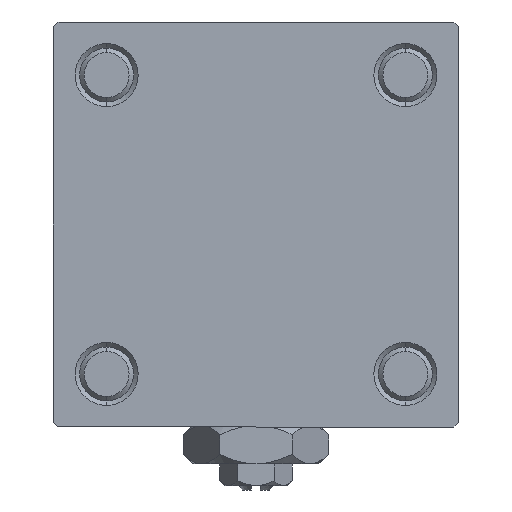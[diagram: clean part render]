
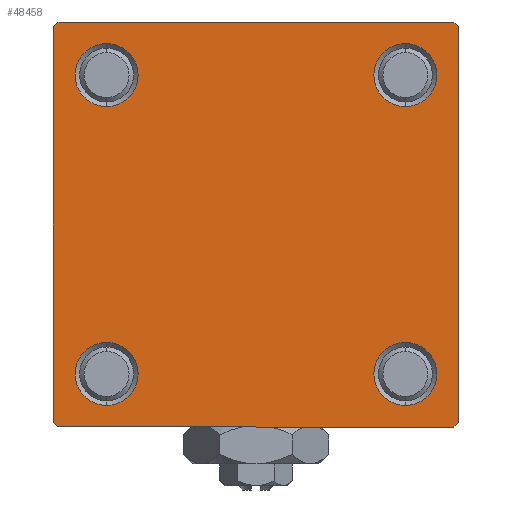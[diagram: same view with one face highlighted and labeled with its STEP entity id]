
A CAD part, left-side view. The second image highlights one B-rep face of the part: STEP entity #48458.
In plain terms, the highlighted planar face has unit normal (-1, 0, 0).
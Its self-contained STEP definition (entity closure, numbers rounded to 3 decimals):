
#687 = EDGE_CURVE ( 'NONE', #28661, #47767, #27514, .T. ) ;
#1107 = DIRECTION ( 'NONE',  ( 1., 0., 0. ) ) ;
#1300 = DIRECTION ( 'NONE',  ( 0., 0., 1. ) ) ;
#2277 = EDGE_CURVE ( 'NONE', #23611, #42269, #50920, .T. ) ;
#2379 = VECTOR ( 'NONE', #7478, 1000. ) ;
#2745 = AXIS2_PLACEMENT_3D ( 'NONE', #24220, #5255, #1300 ) ;
#3282 = VECTOR ( 'NONE', #50982, 1000. ) ;
#3298 = LINE ( 'NONE', #6461, #22112 ) ;
#3447 = CARTESIAN_POINT ( 'NONE',  ( 0., 16.6, 16.6 ) ) ;
#3491 = FACE_BOUND ( 'NONE', #27757, .T. ) ;
#3611 = ORIENTED_EDGE ( 'NONE', *, *, #10609, .T. ) ;
#4559 = CIRCLE ( 'NONE', #13775, 3.5 ) ;
#4708 = CARTESIAN_POINT ( 'NONE',  ( 0., 16.6, -20.1 ) ) ;
#4799 = DIRECTION ( 'NONE',  ( 0., 0., 1. ) ) ;
#4878 = DIRECTION ( 'NONE',  ( 0., 0., 1. ) ) ;
#5255 = DIRECTION ( 'NONE',  ( 1., 0., 0. ) ) ;
#5828 = PLANE ( 'NONE',  #11408 ) ;
#6270 = LINE ( 'NONE', #26769, #34615 ) ;
#6289 = ORIENTED_EDGE ( 'NONE', *, *, #29477, .T. ) ;
#6461 = CARTESIAN_POINT ( 'NONE',  ( 0., 22.25, 22.25 ) ) ;
#7478 = DIRECTION ( 'NONE',  ( 0., 0.707, 0.707 ) ) ;
#8306 = DIRECTION ( 'NONE',  ( 1., 0., 0. ) ) ;
#8973 = EDGE_LOOP ( 'NONE', ( #24402, #38695 ) ) ;
#9080 = CARTESIAN_POINT ( 'NONE',  ( 0., 16.6, -13.1 ) ) ;
#9338 = DIRECTION ( 'NONE',  ( 0., 0., 1. ) ) ;
#9368 = ORIENTED_EDGE ( 'NONE', *, *, #29176, .F. ) ;
#9423 = CIRCLE ( 'NONE', #39690, 3.5 ) ;
#9670 = AXIS2_PLACEMENT_3D ( 'NONE', #11610, #43469, #23724 ) ;
#9786 = CARTESIAN_POINT ( 'NONE',  ( 0., 22.5, -22. ) ) ;
#10609 = EDGE_CURVE ( 'NONE', #35114, #29175, #31854, .T. ) ;
#11408 = AXIS2_PLACEMENT_3D ( 'NONE', #49509, #45821, #4799 ) ;
#11610 = CARTESIAN_POINT ( 'NONE',  ( 0., 16.6, -16.6 ) ) ;
#11855 = CARTESIAN_POINT ( 'NONE',  ( 0., -22.25, -22.25 ) ) ;
#12567 = EDGE_LOOP ( 'NONE', ( #31894, #6289 ) ) ;
#13033 = DIRECTION ( 'NONE',  ( 1., 0., 0. ) ) ;
#13451 = VERTEX_POINT ( 'NONE', #9080 ) ;
#13775 = AXIS2_PLACEMENT_3D ( 'NONE', #35079, #15078, #19298 ) ;
#14382 = CARTESIAN_POINT ( 'NONE',  ( 0., -22.5, -22. ) ) ;
#14900 = LINE ( 'NONE', #46510, #3282 ) ;
#15078 = DIRECTION ( 'NONE',  ( 1., 0., 0. ) ) ;
#15987 = EDGE_LOOP ( 'NONE', ( #39373, #50554, #50376, #3611, #22380, #34689, #9368, #43738 ) ) ;
#16547 = ORIENTED_EDGE ( 'NONE', *, *, #19890, .T. ) ;
#17300 = VECTOR ( 'NONE', #33140, 1000. ) ;
#17410 = VERTEX_POINT ( 'NONE', #41163 ) ;
#17766 = VECTOR ( 'NONE', #27922, 1000. ) ;
#18870 = CARTESIAN_POINT ( 'NONE',  ( 0., 22.5, 22. ) ) ;
#19026 = VERTEX_POINT ( 'NONE', #27582 ) ;
#19298 = DIRECTION ( 'NONE',  ( 0., 0., 1. ) ) ;
#19493 = EDGE_CURVE ( 'NONE', #34937, #45127, #22146, .T. ) ;
#19890 = EDGE_CURVE ( 'NONE', #41177, #19026, #4559, .T. ) ;
#19897 = CARTESIAN_POINT ( 'NONE',  ( 0., -22.5, 22. ) ) ;
#20142 = AXIS2_PLACEMENT_3D ( 'NONE', #49105, #13033, #9338 ) ;
#20466 = CARTESIAN_POINT ( 'NONE',  ( 0., -16.6, 20.1 ) ) ;
#20575 = FACE_BOUND ( 'NONE', #51400, .T. ) ;
#20845 = VERTEX_POINT ( 'NONE', #18870 ) ;
#21035 = CARTESIAN_POINT ( 'NONE',  ( 0., -22.5, 22.5 ) ) ;
#21113 = CARTESIAN_POINT ( 'NONE',  ( 0., -16.6, 16.6 ) ) ;
#21677 = VERTEX_POINT ( 'NONE', #47894 ) ;
#22112 = VECTOR ( 'NONE', #46465, 1000. ) ;
#22146 = CIRCLE ( 'NONE', #26356, 3.5 ) ;
#22374 = CARTESIAN_POINT ( 'NONE',  ( 0., 16.6, 20.1 ) ) ;
#22380 = ORIENTED_EDGE ( 'NONE', *, *, #49469, .F. ) ;
#23611 = VERTEX_POINT ( 'NONE', #19897 ) ;
#23724 = DIRECTION ( 'NONE',  ( 0., 0., 1. ) ) ;
#24220 = CARTESIAN_POINT ( 'NONE',  ( 0., 16.6, 16.6 ) ) ;
#24402 = ORIENTED_EDGE ( 'NONE', *, *, #51284, .T. ) ;
#25632 = CARTESIAN_POINT ( 'NONE',  ( 0., -22., -22.5 ) ) ;
#25768 = CARTESIAN_POINT ( 'NONE',  ( 0., 22.5, 22.5 ) ) ;
#25971 = DIRECTION ( 'NONE',  ( 0., -1., 0. ) ) ;
#26356 = AXIS2_PLACEMENT_3D ( 'NONE', #45133, #8306, #4878 ) ;
#26430 = CARTESIAN_POINT ( 'NONE',  ( 0., -22.25, 22.25 ) ) ;
#26769 = CARTESIAN_POINT ( 'NONE',  ( 0., 22.25, -22.25 ) ) ;
#27337 = CIRCLE ( 'NONE', #9670, 3.5 ) ;
#27438 = FACE_BOUND ( 'NONE', #8973, .T. ) ;
#27514 = CIRCLE ( 'NONE', #40972, 3.5 ) ;
#27582 = CARTESIAN_POINT ( 'NONE',  ( 0., -16.6, 13.1 ) ) ;
#27757 = EDGE_LOOP ( 'NONE', ( #40168, #31299 ) ) ;
#27922 = DIRECTION ( 'NONE',  ( 0., -0.707, 0.707 ) ) ;
#28661 = VERTEX_POINT ( 'NONE', #34834 ) ;
#28993 = VERTEX_POINT ( 'NONE', #4708 ) ;
#29175 = VERTEX_POINT ( 'NONE', #14382 ) ;
#29176 = EDGE_CURVE ( 'NONE', #17410, #42269, #14900, .T. ) ;
#29477 = EDGE_CURVE ( 'NONE', #45127, #34937, #33578, .T. ) ;
#30883 = CARTESIAN_POINT ( 'NONE',  ( 0., 22.5, -22.5 ) ) ;
#31299 = ORIENTED_EDGE ( 'NONE', *, *, #687, .T. ) ;
#31854 = LINE ( 'NONE', #11855, #17766 ) ;
#31894 = ORIENTED_EDGE ( 'NONE', *, *, #19493, .T. ) ;
#32039 = VECTOR ( 'NONE', #25971, 1000. ) ;
#32420 = CIRCLE ( 'NONE', #50080, 3.5 ) ;
#33140 = DIRECTION ( 'NONE',  ( 0., 0., -1. ) ) ;
#33444 = CARTESIAN_POINT ( 'NONE',  ( 0., 16.6, -16.6 ) ) ;
#33467 = DIRECTION ( 'NONE',  ( 0., 0., 1. ) ) ;
#33578 = CIRCLE ( 'NONE', #20142, 3.5 ) ;
#34615 = VECTOR ( 'NONE', #34917, 1000. ) ;
#34689 = ORIENTED_EDGE ( 'NONE', *, *, #2277, .T. ) ;
#34834 = CARTESIAN_POINT ( 'NONE',  ( 0., 16.6, 13.1 ) ) ;
#34917 = DIRECTION ( 'NONE',  ( 0., -0.707, -0.707 ) ) ;
#34937 = VERTEX_POINT ( 'NONE', #36197 ) ;
#35079 = CARTESIAN_POINT ( 'NONE',  ( 0., -16.6, 16.6 ) ) ;
#35114 = VERTEX_POINT ( 'NONE', #25632 ) ;
#36197 = CARTESIAN_POINT ( 'NONE',  ( 0., -16.6, -13.1 ) ) ;
#36276 = EDGE_CURVE ( 'NONE', #19026, #41177, #9423, .T. ) ;
#36340 = DIRECTION ( 'NONE',  ( 0., 0., 1. ) ) ;
#36624 = EDGE_CURVE ( 'NONE', #20845, #37128, #50778, .T. ) ;
#36644 = FACE_BOUND ( 'NONE', #12567, .T. ) ;
#37128 = VERTEX_POINT ( 'NONE', #9786 ) ;
#37407 = FACE_OUTER_BOUND ( 'NONE', #15987, .T. ) ;
#37665 = DIRECTION ( 'NONE',  ( 0., 0., 1. ) ) ;
#37671 = EDGE_CURVE ( 'NONE', #21677, #35114, #45986, .T. ) ;
#38695 = ORIENTED_EDGE ( 'NONE', *, *, #48478, .T. ) ;
#39301 = EDGE_CURVE ( 'NONE', #37128, #21677, #6270, .T. ) ;
#39373 = ORIENTED_EDGE ( 'NONE', *, *, #36624, .T. ) ;
#39690 = AXIS2_PLACEMENT_3D ( 'NONE', #21113, #49028, #33467 ) ;
#40098 = LINE ( 'NONE', #21035, #17300 ) ;
#40140 = EDGE_CURVE ( 'NONE', #47767, #28661, #45606, .T. ) ;
#40168 = ORIENTED_EDGE ( 'NONE', *, *, #40140, .T. ) ;
#40972 = AXIS2_PLACEMENT_3D ( 'NONE', #3447, #46357, #36340 ) ;
#41163 = CARTESIAN_POINT ( 'NONE',  ( 0., 22., 22.5 ) ) ;
#41177 = VERTEX_POINT ( 'NONE', #20466 ) ;
#41836 = DIRECTION ( 'NONE',  ( 0., 0., -1. ) ) ;
#42104 = VECTOR ( 'NONE', #41836, 1000. ) ;
#42269 = VERTEX_POINT ( 'NONE', #47824 ) ;
#42584 = EDGE_CURVE ( 'NONE', #17410, #20845, #3298, .T. ) ;
#43469 = DIRECTION ( 'NONE',  ( 1., 0., 0. ) ) ;
#43738 = ORIENTED_EDGE ( 'NONE', *, *, #42584, .T. ) ;
#45127 = VERTEX_POINT ( 'NONE', #49168 ) ;
#45133 = CARTESIAN_POINT ( 'NONE',  ( 0., -16.6, -16.6 ) ) ;
#45606 = CIRCLE ( 'NONE', #2745, 3.5 ) ;
#45821 = DIRECTION ( 'NONE',  ( -1., 0., 0. ) ) ;
#45986 = LINE ( 'NONE', #30883, #32039 ) ;
#46357 = DIRECTION ( 'NONE',  ( 1., 0., 0. ) ) ;
#46465 = DIRECTION ( 'NONE',  ( 0., 0.707, -0.707 ) ) ;
#46510 = CARTESIAN_POINT ( 'NONE',  ( 0., 22.5, 22.5 ) ) ;
#47767 = VERTEX_POINT ( 'NONE', #22374 ) ;
#47824 = CARTESIAN_POINT ( 'NONE',  ( 0., -22., 22.5 ) ) ;
#47894 = CARTESIAN_POINT ( 'NONE',  ( 0., 22., -22.5 ) ) ;
#48458 = ADVANCED_FACE ( 'NONE', ( #20575, #36644, #27438, #3491, #37407 ), #5828, .T. ) ;
#48478 = EDGE_CURVE ( 'NONE', #28993, #13451, #32420, .T. ) ;
#49028 = DIRECTION ( 'NONE',  ( 1., 0., 0. ) ) ;
#49105 = CARTESIAN_POINT ( 'NONE',  ( 0., -16.6, -16.6 ) ) ;
#49168 = CARTESIAN_POINT ( 'NONE',  ( 0., -16.6, -20.1 ) ) ;
#49469 = EDGE_CURVE ( 'NONE', #23611, #29175, #40098, .T. ) ;
#49509 = CARTESIAN_POINT ( 'NONE',  ( 0., 0., 0. ) ) ;
#50050 = ORIENTED_EDGE ( 'NONE', *, *, #36276, .T. ) ;
#50080 = AXIS2_PLACEMENT_3D ( 'NONE', #33444, #1107, #37665 ) ;
#50376 = ORIENTED_EDGE ( 'NONE', *, *, #37671, .T. ) ;
#50554 = ORIENTED_EDGE ( 'NONE', *, *, #39301, .T. ) ;
#50778 = LINE ( 'NONE', #25768, #42104 ) ;
#50920 = LINE ( 'NONE', #26430, #2379 ) ;
#50982 = DIRECTION ( 'NONE',  ( 0., -1., 0. ) ) ;
#51284 = EDGE_CURVE ( 'NONE', #13451, #28993, #27337, .T. ) ;
#51400 = EDGE_LOOP ( 'NONE', ( #16547, #50050 ) ) ;
